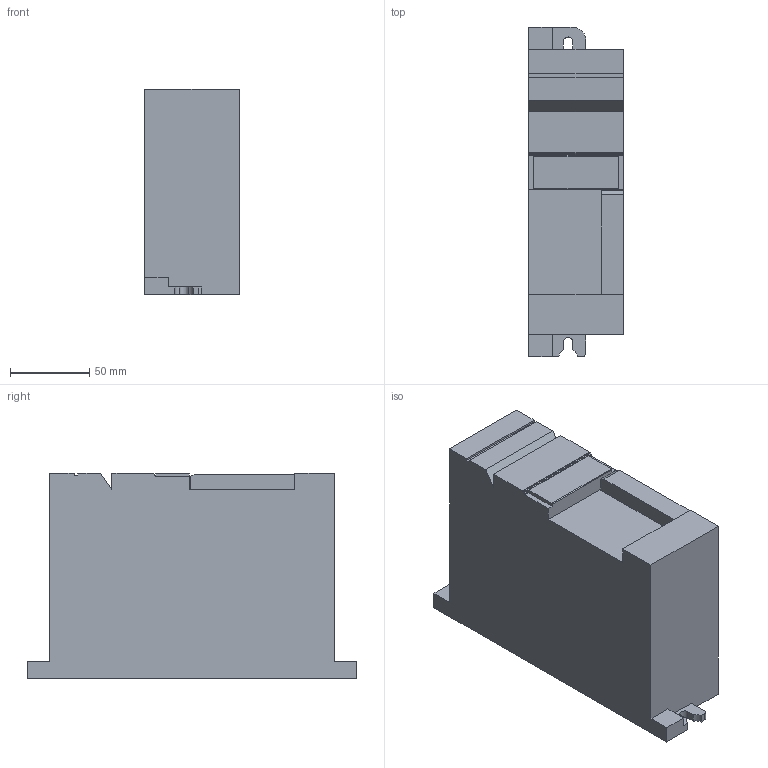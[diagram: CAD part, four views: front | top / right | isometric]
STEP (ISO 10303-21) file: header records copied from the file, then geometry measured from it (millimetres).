
FILE_DESCRIPTION(/* description */ (''),/* implementation_level */ '2;1');
FILE_NAME(/* name */ '3d_VLA107A240.stp',/* time_stamp */ '2018-12-14T07:59:06+01:00',/* author */ ('Andrzej'),/* organization */ (''),/* preprocessor_version */ 'ST-DEVELOPER v16.13',/* originating_system */ 'AutoCAD Mechanical',/* authorisation */ '');
FILE_SCHEMA (('AUTOMOTIVE_DESIGN { 1 0 10303 214 3 1 1 }'));
Length unit declared in the file: millimetre
Products named in the file (1): Product
Bounding box: 60 x 208 x 130 mm (x, y, z)
Volume: 1375041.4 mm3; surface area: 88950.9 mm2
Topology: 1 solids, 1 shells, 61 faces, 2055 edges, 3805 vertices
Faces by surface type: plane 46, cylinder 15
Entity records: 17180 total; most frequent: CARTESIAN_POINT 5985, DIRECTION 2334, LINE 1900, VECTOR 1900, STYLED_ITEM 1875, TRIMMED_CURVE 1874, ORIENTED_EDGE 364, AXIS2_PLACEMENT_3D 217
